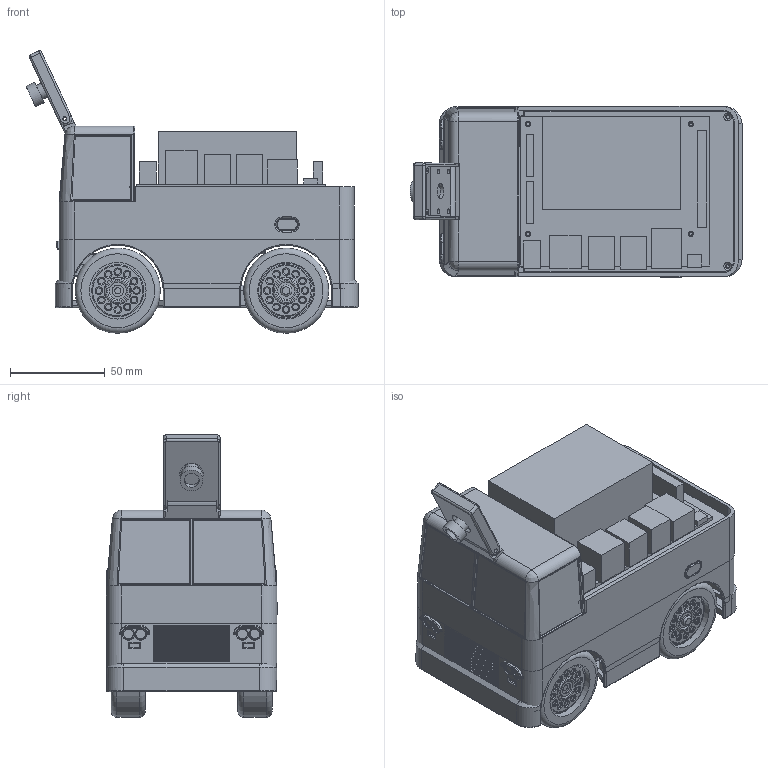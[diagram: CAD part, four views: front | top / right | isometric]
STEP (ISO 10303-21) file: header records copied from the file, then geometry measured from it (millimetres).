
FILE_DESCRIPTION(/* description */ (''),/* implementation_level */ '2;1');
FILE_NAME(/* name */ 'JetCar_R3 v2.step',/* time_stamp */ '2023-01-29T12:06:42-08:00',/* author */ (''),/* organization */ (''),/* preprocessor_version */ 'ST-DEVELOPER v19',/* originating_system */ 'Autodesk Translation Framework v11.7.0.108',/* authorisation */ '');
FILE_SCHEMA (('AUTOMOTIVE_DESIGN { 1 0 10303 214 3 1 1 }'));
Products named in the file (24): JetCar_R3; Wheels; Undercarriage; Wheel Spindle; Steering Rack; Rim; Servo; Servo Controller; Battery; Jetson Nano; Servo Arm; HubCap; Front Axle; LowerBody; UpperBody; Camera Mount; Camera Mount Top; Flatbed; H-Bridge; MotorBracket; OnOffSwitch; ChargerLid; Camera; Pushrod
Assembly tree (25 placements, depth 3):
  JetCar_R3
    Wheels
    Undercarriage
    Wheel Spindle
    Steering Rack
    Rim
    Servo
    Servo Controller
    Battery
    Jetson Nano
    Servo Arm
    HubCap
    Front Axle
    LowerBody
    UpperBody
    Camera Mount
      Camera Mount Top
    Flatbed
    MotorBracket  x2
    H-Bridge  x2
    OnOffSwitch
    ChargerLid
    Camera
    Pushrod
Bounding box: 175.49 x 90.4 x 149.34 mm (x, y, z)
Volume: 565933.9 mm3; surface area: 281887.8 mm2
Topology: 106 solids, 106 shells, 2784 faces, 6553 edges, 4029 vertices
Faces by surface type: plane 1521, cylinder 825, torus 255, bspline 89, sphere 50, cone 44
Full cylindrical faces by diameter (mm): 1.7 x6, 1.8 x39, 2 x2, 2.2 x31, 2.5 x4, 2.6 x10, 2.75 x4, 3 x35, 3.2 x3, 4 x4, 5 x16, 5.25 x12, 5.5 x3, 6 x2, 7.25 x1, 8 x6, 8.2 x1, 12 x2, 12.5 x1, 22 x4, 23.5 x2, 27.5 x4, 28 x4, 29 x1, 30 x8, 31 x1, 35 x1, 45 x4
Entity records: 81813 total; most frequent: CARTESIAN_POINT 17988, DIRECTION 13366, ORIENTED_EDGE 12640, EDGE_CURVE 6320, AXIS2_PLACEMENT_3D 4697, LINE 3972, VECTOR 3972, VERTEX_POINT 3888
